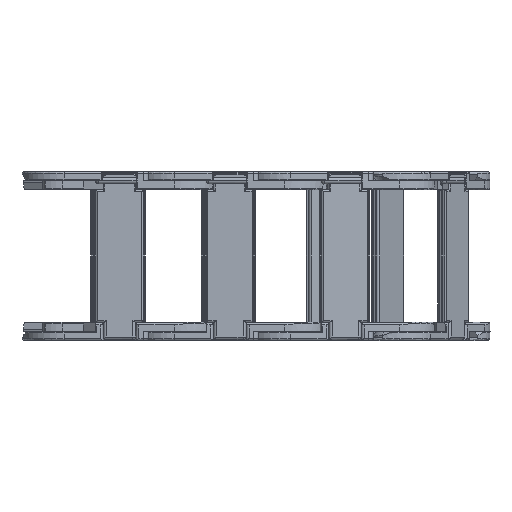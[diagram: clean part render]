
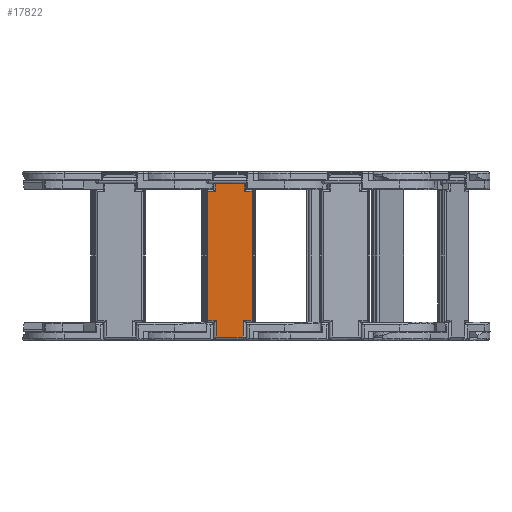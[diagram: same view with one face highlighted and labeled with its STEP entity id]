
A CAD part, front view. The second image highlights one B-rep face of the part: STEP entity #17822.
In plain terms, the highlighted planar face has unit normal (0, -1, 0).
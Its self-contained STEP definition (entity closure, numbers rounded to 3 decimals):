
#111 = DIRECTION ( 'NONE',  ( -1., 0., 0. ) ) ;
#284 = ORIENTED_EDGE ( 'NONE', *, *, #5816, .F. ) ;
#359 = VERTEX_POINT ( 'NONE', #6639 ) ;
#741 = VERTEX_POINT ( 'NONE', #8118 ) ;
#1171 = LINE ( 'NONE', #17243, #7270 ) ;
#1192 = VECTOR ( 'NONE', #17711, 1000. ) ;
#1439 = LINE ( 'NONE', #16990, #12970 ) ;
#1535 = VERTEX_POINT ( 'NONE', #6538 ) ;
#1638 = VERTEX_POINT ( 'NONE', #18476 ) ;
#1802 = ORIENTED_EDGE ( 'NONE', *, *, #10651, .F. ) ;
#1864 = LINE ( 'NONE', #10374, #10443 ) ;
#2652 = DIRECTION ( 'NONE',  ( 0., 0., 1. ) ) ;
#2941 = DIRECTION ( 'NONE',  ( 0., 0., -1. ) ) ;
#3036 = CARTESIAN_POINT ( 'NONE',  ( 437.679, 93.451, 579.851 ) ) ;
#3480 = CARTESIAN_POINT ( 'NONE',  ( 451.117, 93.451, 568.601 ) ) ;
#3661 = LINE ( 'NONE', #3036, #1192 ) ;
#3763 = LINE ( 'NONE', #17663, #7837 ) ;
#4055 = ORIENTED_EDGE ( 'NONE', *, *, #6256, .F. ) ;
#5137 = EDGE_CURVE ( 'NONE', #359, #8365, #3763, .T. ) ;
#5581 = LINE ( 'NONE', #18154, #16217 ) ;
#5809 = CARTESIAN_POINT ( 'NONE',  ( 425.879, 93.451, 565.901 ) ) ;
#5816 = EDGE_CURVE ( 'NONE', #12678, #16328, #12557, .T. ) ;
#6061 = DIRECTION ( 'NONE',  ( 1., 0., 0. ) ) ;
#6192 = VECTOR ( 'NONE', #17995, 1000. ) ;
#6220 = VERTEX_POINT ( 'NONE', #10551 ) ;
#6232 = VERTEX_POINT ( 'NONE', #3480 ) ;
#6256 = EDGE_CURVE ( 'NONE', #1535, #12678, #10501, .T. ) ;
#6538 = CARTESIAN_POINT ( 'NONE',  ( 450.612, 93.451, 621.479 ) ) ;
#6639 = CARTESIAN_POINT ( 'NONE',  ( 437.679, 93.451, 615.579 ) ) ;
#7137 = EDGE_CURVE ( 'NONE', #6220, #1535, #18451, .T. ) ;
#7270 = VECTOR ( 'NONE', #111, 1000. ) ;
#7741 = EDGE_CURVE ( 'NONE', #8365, #6220, #1439, .T. ) ;
#7771 = VECTOR ( 'NONE', #14801, 1000. ) ;
#7818 = ORIENTED_EDGE ( 'NONE', *, *, #15596, .F. ) ;
#7837 = VECTOR ( 'NONE', #6061, 1000. ) ;
#7937 = EDGE_CURVE ( 'NONE', #6232, #13751, #15476, .T. ) ;
#8118 = CARTESIAN_POINT ( 'NONE',  ( 437.679, 93.451, 568.601 ) ) ;
#8138 = FACE_OUTER_BOUND ( 'NONE', #10860, .T. ) ;
#8365 = VERTEX_POINT ( 'NONE', #15578 ) ;
#9340 = CARTESIAN_POINT ( 'NONE',  ( 440.417, 93.451, 565.901 ) ) ;
#9621 = CARTESIAN_POINT ( 'NONE',  ( 425.879, 93.451, 615.579 ) ) ;
#9923 = ORIENTED_EDGE ( 'NONE', *, *, #7137, .F. ) ;
#9940 = ORIENTED_EDGE ( 'NONE', *, *, #5137, .F. ) ;
#9977 = DIRECTION ( 'NONE',  ( -1., 0., 0. ) ) ;
#10349 = ORIENTED_EDGE ( 'NONE', *, *, #14743, .F. ) ;
#10374 = CARTESIAN_POINT ( 'NONE',  ( 440.417, 93.451, 591.851 ) ) ;
#10443 = VECTOR ( 'NONE', #17811, 1000. ) ;
#10501 = LINE ( 'NONE', #18120, #12540 ) ;
#10551 = CARTESIAN_POINT ( 'NONE',  ( 440.922, 93.451, 621.479 ) ) ;
#10565 = CARTESIAN_POINT ( 'NONE',  ( 453.855, 93.451, 615.579 ) ) ;
#10651 = EDGE_CURVE ( 'NONE', #1638, #741, #5581, .T. ) ;
#10860 = EDGE_LOOP ( 'NONE', ( #13962, #1802, #14324, #7818, #11405, #18283, #10349, #284, #4055, #9923, #13116, #9940 ) ) ;
#10874 = CARTESIAN_POINT ( 'NONE',  ( 425.879, 93.451, 621.479 ) ) ;
#11218 = DIRECTION ( 'NONE',  ( 0., 0., 1. ) ) ;
#11219 = VERTEX_POINT ( 'NONE', #9340 ) ;
#11233 = PLANE ( 'NONE',  #15657 ) ;
#11405 = ORIENTED_EDGE ( 'NONE', *, *, #7937, .F. ) ;
#11416 = DIRECTION ( 'NONE',  ( 0., 1., 0. ) ) ;
#12511 = DIRECTION ( 'NONE',  ( 0., 0., -1. ) ) ;
#12540 = VECTOR ( 'NONE', #12511, 1000. ) ;
#12557 = LINE ( 'NONE', #9621, #17341 ) ;
#12678 = VERTEX_POINT ( 'NONE', #18249 ) ;
#12970 = VECTOR ( 'NONE', #11218, 1000. ) ;
#13038 = CARTESIAN_POINT ( 'NONE',  ( 453.855, 93.451, 579.851 ) ) ;
#13112 = CARTESIAN_POINT ( 'NONE',  ( 451.117, 93.451, 565.901 ) ) ;
#13116 = ORIENTED_EDGE ( 'NONE', *, *, #7741, .F. ) ;
#13214 = VERTEX_POINT ( 'NONE', #14282 ) ;
#13313 = EDGE_CURVE ( 'NONE', #741, #359, #3661, .T. ) ;
#13663 = EDGE_CURVE ( 'NONE', #13214, #6232, #1171, .T. ) ;
#13751 = VERTEX_POINT ( 'NONE', #13112 ) ;
#13962 = ORIENTED_EDGE ( 'NONE', *, *, #13313, .F. ) ;
#14282 = CARTESIAN_POINT ( 'NONE',  ( 453.855, 93.451, 568.601 ) ) ;
#14324 = ORIENTED_EDGE ( 'NONE', *, *, #16327, .F. ) ;
#14338 = CARTESIAN_POINT ( 'NONE',  ( 425.879, 93.451, 579.851 ) ) ;
#14743 = EDGE_CURVE ( 'NONE', #16328, #13214, #17666, .T. ) ;
#14801 = DIRECTION ( 'NONE',  ( 0., 0., -1. ) ) ;
#15211 = DIRECTION ( 'NONE',  ( -1., 0., 0. ) ) ;
#15476 = LINE ( 'NONE', #17499, #7771 ) ;
#15578 = CARTESIAN_POINT ( 'NONE',  ( 440.922, 93.451, 615.579 ) ) ;
#15596 = EDGE_CURVE ( 'NONE', #13751, #11219, #16414, .T. ) ;
#15657 = AXIS2_PLACEMENT_3D ( 'NONE', #14338, #11416, #2652 ) ;
#15966 = VECTOR ( 'NONE', #9977, 1000. ) ;
#16217 = VECTOR ( 'NONE', #15211, 1000. ) ;
#16327 = EDGE_CURVE ( 'NONE', #11219, #1638, #1864, .T. ) ;
#16328 = VERTEX_POINT ( 'NONE', #10565 ) ;
#16414 = LINE ( 'NONE', #5809, #15966 ) ;
#16990 = CARTESIAN_POINT ( 'NONE',  ( 440.922, 93.451, 592.329 ) ) ;
#17243 = CARTESIAN_POINT ( 'NONE',  ( 425.879, 93.451, 568.601 ) ) ;
#17341 = VECTOR ( 'NONE', #18203, 1000. ) ;
#17499 = CARTESIAN_POINT ( 'NONE',  ( 451.117, 93.451, 591.851 ) ) ;
#17663 = CARTESIAN_POINT ( 'NONE',  ( 425.879, 93.451, 615.579 ) ) ;
#17666 = LINE ( 'NONE', #13038, #18123 ) ;
#17711 = DIRECTION ( 'NONE',  ( 0., 0., 1. ) ) ;
#17811 = DIRECTION ( 'NONE',  ( 0., 0., 1. ) ) ;
#17822 = ADVANCED_FACE ( 'NONE', ( #8138 ), #11233, .F. ) ;
#17995 = DIRECTION ( 'NONE',  ( 1., 0., 0. ) ) ;
#18120 = CARTESIAN_POINT ( 'NONE',  ( 450.612, 93.451, 592.329 ) ) ;
#18123 = VECTOR ( 'NONE', #2941, 1000. ) ;
#18154 = CARTESIAN_POINT ( 'NONE',  ( 425.879, 93.451, 568.601 ) ) ;
#18203 = DIRECTION ( 'NONE',  ( 1., 0., 0. ) ) ;
#18249 = CARTESIAN_POINT ( 'NONE',  ( 450.612, 93.451, 615.579 ) ) ;
#18283 = ORIENTED_EDGE ( 'NONE', *, *, #13663, .F. ) ;
#18451 = LINE ( 'NONE', #10874, #6192 ) ;
#18476 = CARTESIAN_POINT ( 'NONE',  ( 440.417, 93.451, 568.601 ) ) ;
